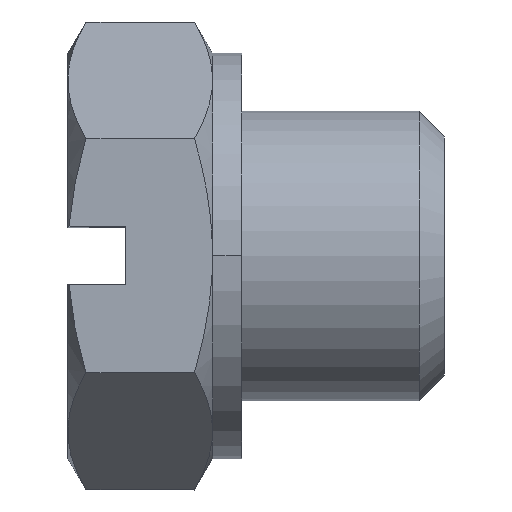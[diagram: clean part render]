
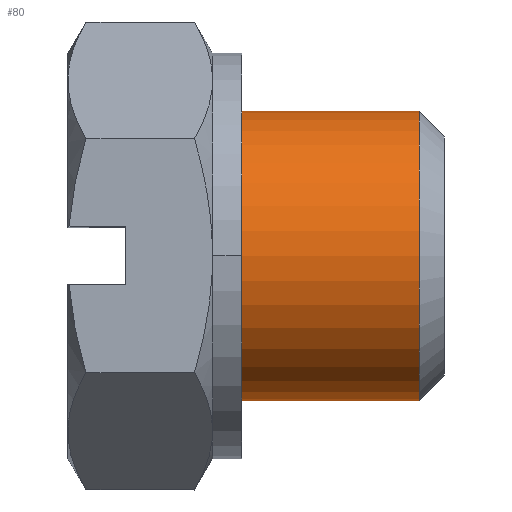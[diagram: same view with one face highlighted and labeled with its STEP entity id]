
A CAD part, top view. The second image highlights one B-rep face of the part: STEP entity #80.
In plain terms, the highlighted cylindrical face has radius 2.5 mm (diameter 5 mm), a partial arc.
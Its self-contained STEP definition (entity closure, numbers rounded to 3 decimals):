
#48=CYLINDRICAL_SURFACE('',#775,2.5);
#80=ADVANCED_FACE('',(#112),#48,.T.);
#112=FACE_OUTER_BOUND('',#146,.F.);
#146=EDGE_LOOP('',(#315,#316,#317,#318));
#315=ORIENTED_EDGE('',*,*,#586,.F.);
#316=ORIENTED_EDGE('',*,*,#504,.F.);
#317=ORIENTED_EDGE('',*,*,#587,.T.);
#318=ORIENTED_EDGE('',*,*,#588,.T.);
#449=LINE('',#1185,#483);
#450=LINE('',#1186,#484);
#483=VECTOR('',#880,3.367);
#484=VECTOR('',#881,3.367);
#504=EDGE_CURVE('',#678,#677,#590,.T.);
#586=EDGE_CURVE('',#677,#624,#449,.T.);
#587=EDGE_CURVE('',#678,#623,#450,.T.);
#588=EDGE_CURVE('',#623,#624,#622,.T.);
#590=CIRCLE('',#711,2.5);
#622=CIRCLE('',#743,2.5);
#623=VERTEX_POINT('',#954);
#624=VERTEX_POINT('',#955);
#677=VERTEX_POINT('',#1008);
#678=VERTEX_POINT('',#1009);
#711=AXIS2_PLACEMENT_3D('',#1013,#784,#785);
#743=AXIS2_PLACEMENT_3D('',#1187,#882,#883);
#775=AXIS2_PLACEMENT_3D('',#1219,#946,#947);
#784=DIRECTION('',(1.,0.,0.));
#785=DIRECTION('',(0.,1.,0.));
#880=DIRECTION('',(1.,0.,0.));
#881=DIRECTION('',(1.,0.,0.));
#882=DIRECTION('',(1.,0.,0.));
#883=DIRECTION('',(0.,1.,0.));
#946=DIRECTION('',(1.,0.,0.));
#947=DIRECTION('',(0.,1.,0.));
#954=CARTESIAN_POINT('',(3.067,2.5,0.));
#955=CARTESIAN_POINT('',(3.067,-2.5,0.));
#1008=CARTESIAN_POINT('',(-0.3,-2.5,0.));
#1009=CARTESIAN_POINT('',(-0.3,2.5,0.));
#1013=CARTESIAN_POINT('',(-0.3,0.,0.));
#1185=CARTESIAN_POINT('',(-0.3,-2.5,0.));
#1186=CARTESIAN_POINT('',(-0.3,2.5,0.));
#1187=CARTESIAN_POINT('',(3.067,0.,0.));
#1219=CARTESIAN_POINT('',(-0.3,0.,0.));
